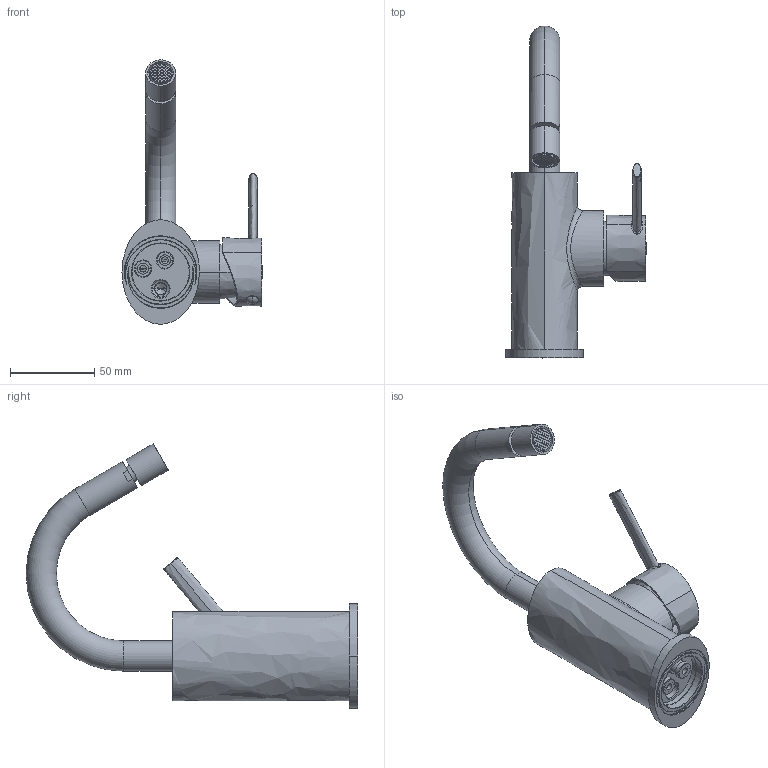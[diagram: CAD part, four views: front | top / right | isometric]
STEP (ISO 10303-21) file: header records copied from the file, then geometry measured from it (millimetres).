
FILE_DESCRIPTION((''),'2;1');
FILE_NAME('BR138CR','2021-11-08T10:28:51',('ut3'),('PAFFONI SpA'),'CREO PARAMETRIC BY PTC INC, 2020044','CREO PARAMETRIC BY PTC INC, 2020044','');
FILE_SCHEMA(('CONFIG_CONTROL_DESIGN','SHAPE_APPEARANCE_LAYERS_GROUPS'));
Length unit declared in the file: millimetre
Products named in the file (1): BR138CR
Bounding box: 83.2 x 197.09 x 156.99 mm (x, y, z)
Volume: 212879.8 mm3; surface area: 79511.8 mm2
Topology: 2 solids, 2 shells, 1465 faces, 3969 edges, 2510 vertices
Faces by surface type: plane 611, cylinder 555, cone 143, bspline 68, torus 66, sphere 14, extrusion 8
Entity records: 71405 total; most frequent: CARTESIAN_POINT 23859, ORIENTED_EDGE 7866, DIRECTION 7327, EDGE_CURVE 3933, AXIS2_PLACEMENT_3D 2696, VERTEX_POINT 2510, VECTOR 1935, LINE 1927
